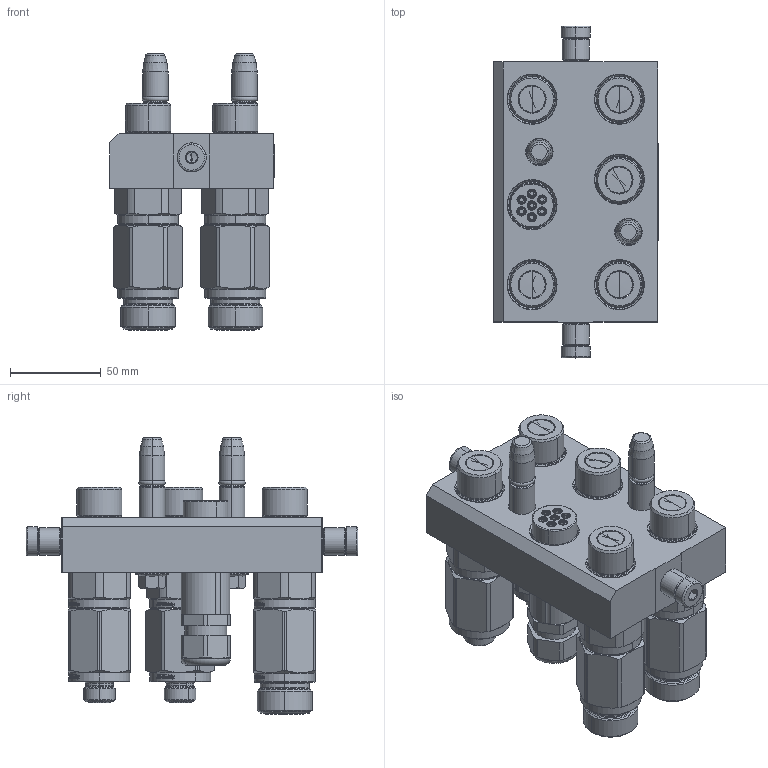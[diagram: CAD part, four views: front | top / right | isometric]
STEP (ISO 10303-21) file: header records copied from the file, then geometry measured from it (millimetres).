
FILE_DESCRIPTION (( 'STEP AP214' ), '1' );
FILE_NAME ('FASTER.step', '2025-01-28T11:15:16', ( '' ), ( '' ), 'SwSTEP 2.0', 'SolidWorks 2017', '' );
FILE_SCHEMA (( 'AUTOMOTIVE_DESIGN' ));
Length unit declared in the file: millimetre
Products named in the file (16): corspel08-7_m; 1540_080_0008_000; conn_7p_m; 4830_028_1000_011; FASTER; or2_62x9_19_m; 3ffnp1211_38sm; 4830_013_3000_030; P608_M_BASE; 3ffnp1211_34sm; 4830_021_0000_000; et002; 4830_044_0000_000; 4850_010_0000_010
Assembly tree (25 placements, depth 3):
  FASTER
    P608_M_BASE
      4850_010_0000_010
      4830_021_0000_000  x2
      4830_013_3000_030  x2
      4830_028_1000_011  x2
      1540_080_0008_000  x2
      or2_62x9_19_m  x2
    3ffnp1211_38sm  x3
      3ffnp1211_38sm
    conn_7p_m
      4830_044_0000_000  x3
      corspel08-7_m
    3ffnp1211_34sm  x2
      3ffnp1211_34sm
    et002
Bounding box: 90.3 x 182.6 x 152.03 mm (x, y, z)
Volume: 2873.9 mm3; surface area: 172140.6 mm2
Topology: 5 solids, 91 shells, 3063 faces, 8936 edges, 5863 vertices
Faces by surface type: plane 1665, cylinder 554, cone 462, torus 222, bspline 154, sphere 6
Entity records: 80032 total; most frequent: CARTESIAN_POINT 20281, ORIENTED_EDGE 10622, DIRECTION 10007, EDGE_CURVE 5675, VERTEX_POINT 3728, LINE 3711, VECTOR 3711, AXIS2_PLACEMENT_3D 3148
